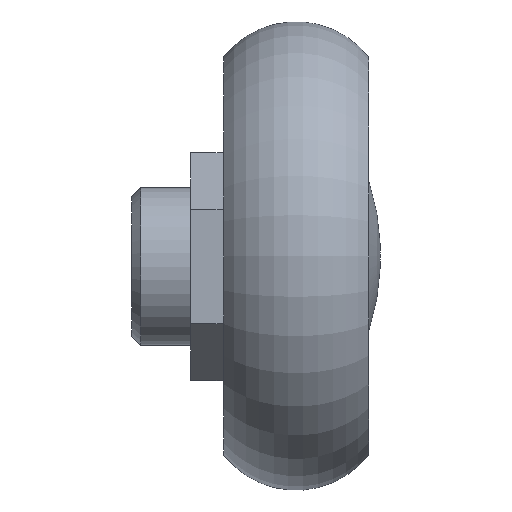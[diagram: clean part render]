
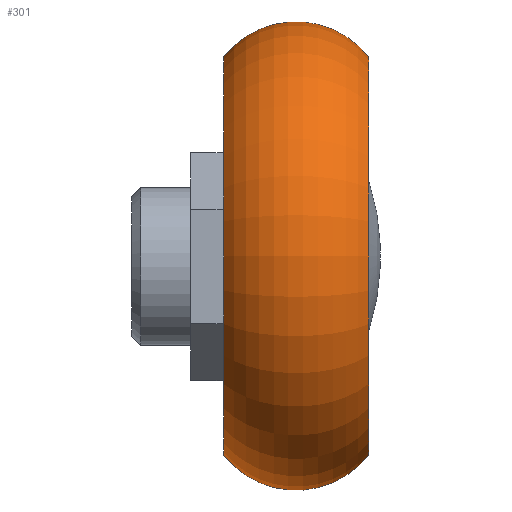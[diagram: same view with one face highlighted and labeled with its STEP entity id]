
A CAD part, front view. The second image highlights one B-rep face of the part: STEP entity #301.
In plain terms, the highlighted toroidal (fillet/blend) face has major radius 10.8 mm and minor radius 7 mm.
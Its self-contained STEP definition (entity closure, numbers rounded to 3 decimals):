
#25=TOROIDAL_SURFACE('',#339,10.8,7.);
#78=ORIENTED_EDGE('',*,*,#142,.T.);
#79=ORIENTED_EDGE('',*,*,#143,.F.);
#142=EDGE_CURVE('',#175,#175,#197,.T.);
#143=EDGE_CURVE('',#176,#176,#198,.T.);
#175=VERTEX_POINT('',#487);
#176=VERTEX_POINT('',#490);
#197=CIRCLE('',#338,15.136);
#198=CIRCLE('',#340,15.124);
#215=EDGE_LOOP('',(#78));
#216=EDGE_LOOP('',(#79));
#253=FACE_BOUND('',#215,.T.);
#254=FACE_BOUND('',#216,.T.);
#301=ADVANCED_FACE('',(#253,#254),#25,.T.);
#338=AXIS2_PLACEMENT_3D('',#486,#387,#388);
#339=AXIS2_PLACEMENT_3D('',#488,#389,#390);
#340=AXIS2_PLACEMENT_3D('',#489,#391,#392);
#387=DIRECTION('',(1.,0.,0.));
#388=DIRECTION('',(0.,1.,0.));
#389=DIRECTION('',(1.,0.,0.));
#390=DIRECTION('',(0.,1.,0.));
#391=DIRECTION('',(1.,0.,0.));
#392=DIRECTION('',(0.,1.,0.));
#486=CARTESIAN_POINT('',(7.,0.,0.));
#487=CARTESIAN_POINT('',(7.,15.136,0.));
#488=CARTESIAN_POINT('',(12.495,0.,0.));
#489=CARTESIAN_POINT('',(18.,0.,0.));
#490=CARTESIAN_POINT('',(18.,15.124,0.));
